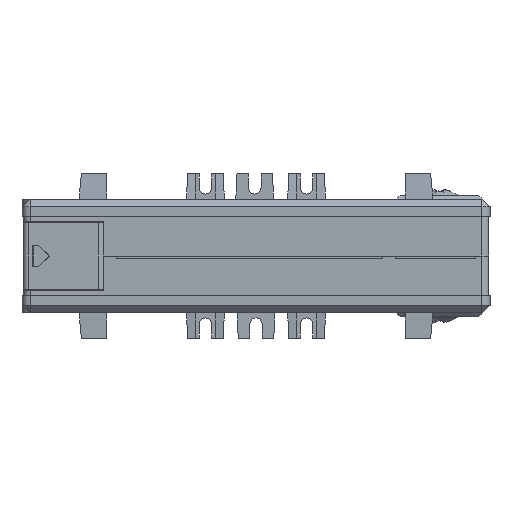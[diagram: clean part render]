
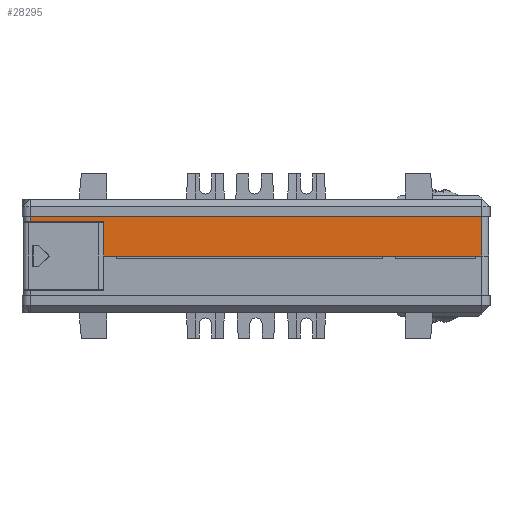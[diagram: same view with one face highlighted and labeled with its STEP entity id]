
A CAD part, front view. The second image highlights one B-rep face of the part: STEP entity #28295.
In plain terms, the highlighted planar face has unit normal (0, -1, 0).
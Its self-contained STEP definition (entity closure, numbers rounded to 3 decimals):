
#782=PLANE('',#30256);
#2360=FACE_OUTER_BOUND('',#3968,.T.);
#3968=EDGE_LOOP('',(#22706,#22707,#22708,#22709,#22710,#22711));
#6314=LINE('',#42347,#9749);
#6561=LINE('',#42876,#9996);
#6566=LINE('',#42889,#10001);
#6602=LINE('',#42980,#10037);
#6603=LINE('',#42982,#10038);
#6604=LINE('',#42983,#10039);
#9749=VECTOR('',#34307,1000.);
#9996=VECTOR('',#34750,1000.);
#10001=VECTOR('',#34763,1000.);
#10037=VECTOR('',#34863,1000.);
#10038=VECTOR('',#34866,1000.);
#10039=VECTOR('',#34867,1000.);
#13520=VERTEX_POINT('',#42344);
#13521=VERTEX_POINT('',#42346);
#13705=VERTEX_POINT('',#42875);
#13708=VERTEX_POINT('',#42886);
#13709=VERTEX_POINT('',#42888);
#13732=VERTEX_POINT('',#42978);
#16702=EDGE_CURVE('',#13520,#13521,#6314,.T.);
#16978=EDGE_CURVE('',#13521,#13705,#6561,.T.);
#16985=EDGE_CURVE('',#13709,#13708,#6566,.T.);
#17027=EDGE_CURVE('',#13708,#13732,#6602,.T.);
#17028=EDGE_CURVE('',#13709,#13520,#6603,.T.);
#17029=EDGE_CURVE('',#13705,#13732,#6604,.T.);
#22706=ORIENTED_EDGE('',*,*,#16978,.F.);
#22707=ORIENTED_EDGE('',*,*,#16702,.F.);
#22708=ORIENTED_EDGE('',*,*,#17028,.F.);
#22709=ORIENTED_EDGE('',*,*,#16985,.T.);
#22710=ORIENTED_EDGE('',*,*,#17027,.T.);
#22711=ORIENTED_EDGE('',*,*,#17029,.F.);
#28295=ADVANCED_FACE('',(#2360),#782,.T.);
#30256=AXIS2_PLACEMENT_3D('',#42981,#34864,#34865);
#34307=DIRECTION('',(-1.,0.,0.));
#34750=DIRECTION('',(0.,0.,1.));
#34763=DIRECTION('',(-1.,0.,0.));
#34863=DIRECTION('',(0.,0.,-1.));
#34864=DIRECTION('center_axis',(0.,-1.,0.));
#34865=DIRECTION('ref_axis',(0.,0.,-1.));
#34866=DIRECTION('',(0.,0.,-1.));
#34867=DIRECTION('',(-1.,0.,0.));
#42344=CARTESIAN_POINT('',(89.2,-98.,0.));
#42346=CARTESIAN_POINT('',(-60.2,-98.,0.));
#42347=CARTESIAN_POINT('',(-89.2,-98.,0.));
#42875=CARTESIAN_POINT('',(-60.2,-98.,13.5));
#42876=CARTESIAN_POINT('',(-60.2,-98.,298.528));
#42886=CARTESIAN_POINT('',(-89.2,-98.,15.5));
#42888=CARTESIAN_POINT('',(89.2,-98.,15.5));
#42889=CARTESIAN_POINT('',(-89.2,-98.,15.5));
#42978=CARTESIAN_POINT('',(-89.2,-98.,13.5));
#42980=CARTESIAN_POINT('',(-89.2,-98.,298.528));
#42981=CARTESIAN_POINT('Origin',(-89.2,-98.,298.528));
#42982=CARTESIAN_POINT('',(89.2,-98.,298.528));
#42983=CARTESIAN_POINT('',(-89.2,-98.,13.5));
